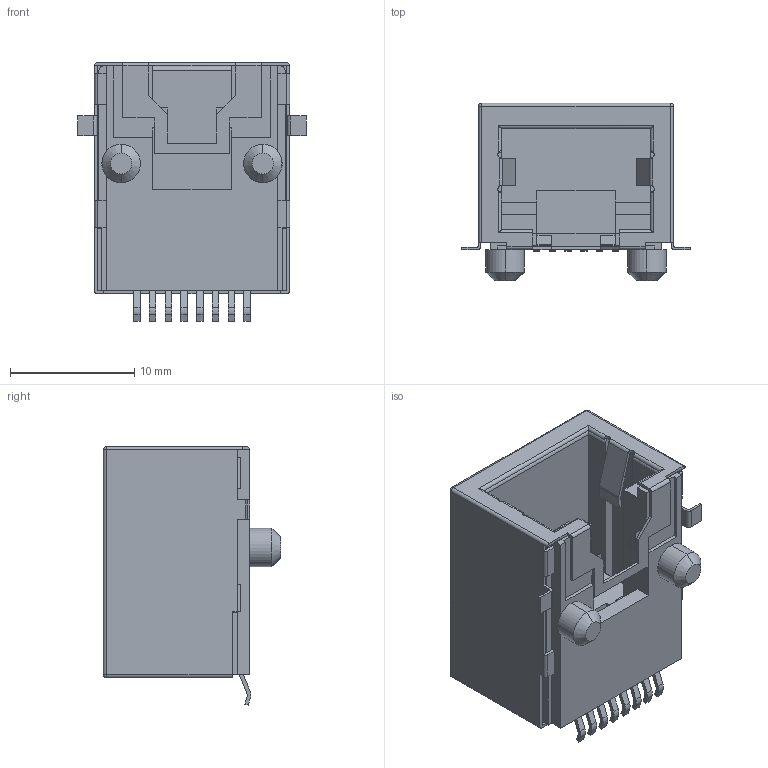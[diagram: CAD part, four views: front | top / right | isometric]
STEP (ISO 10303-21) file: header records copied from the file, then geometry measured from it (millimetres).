
FILE_DESCRIPTION(/* description */ ('SolidWorks IGES file using analytic representation for surfaces '),/* implementation_level */ '2;1');
FILE_NAME(/* name */ 'MJ88-B211-JRS3.step',/* time_stamp */ '2024-10-26T17:56:27+02:00',/* author */ (''),/* organization */ (''),/* preprocessor_version */ 'ST-DEVELOPER v20',/* originating_system */ 'Autodesk Translation Framework v13.20.0.188',/* authorisation */ '');
FILE_SCHEMA (('AUTOMOTIVE_DESIGN { 1 0 10303 214 3 1 1 }'));
Length unit declared in the file: millimetre
Products named in the file (2): MJ88-B211-JRS3; GMX-SMT2-S2-88_rA7
Assembly tree (1 placements, depth 2):
  MJ88-B211-JRS3
    GMX-SMT2-S2-88_rA7
Bounding box: 18.4 x 14.3 x 20.85 mm (x, y, z)
Surface area: 3780.9 mm2 (no closed solid volume)
Topology: 0 solids, 288 shells, 288 faces, 1532 edges, 1526 vertices
Faces by surface type: plane 211, cylinder 67, sphere 6, cone 4
Entity records: 16728 total; most frequent: CARTESIAN_POINT 4423, DIRECTION 2322, VERTEX_POINT 1526, EDGE_CURVE 1526, ORIENTED_EDGE 1526, LINE 1256, VECTOR 1256, AXIS2_PLACEMENT_3D 533
